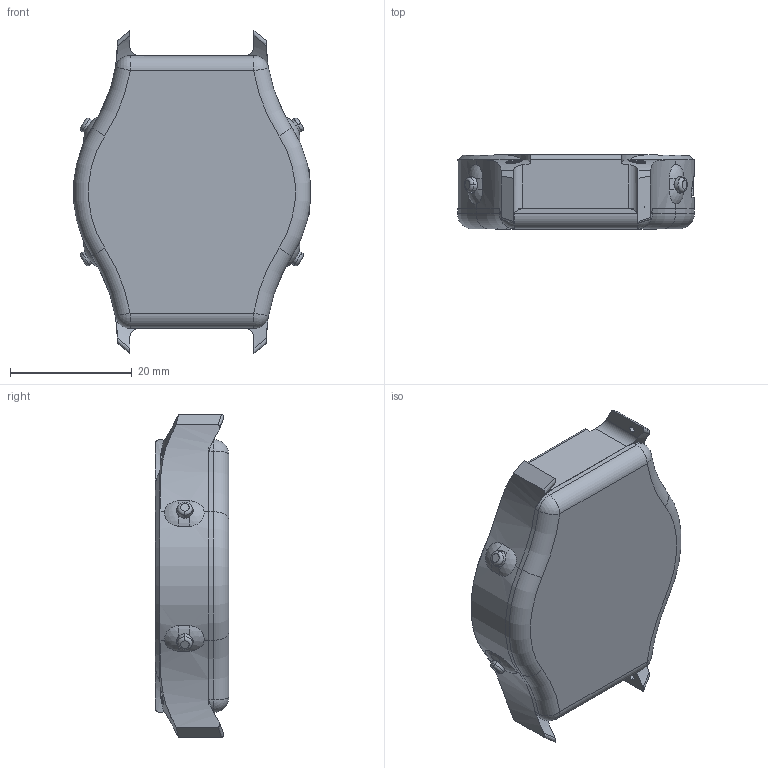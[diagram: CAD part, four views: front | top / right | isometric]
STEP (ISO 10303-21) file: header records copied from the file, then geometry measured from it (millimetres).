
FILE_DESCRIPTION (( 'STEP AP214' ), '1' );
FILE_NAME ('complete-watch.STEP', '2021-05-21T20:30:24', ( '' ), ( '' ), 'SwSTEP 2.0', 'SolidWorks 2020', '' );
FILE_SCHEMA (( 'AUTOMOTIVE_DESIGN' ));
Length unit declared in the file: millimetre
Products named in the file (8): watch_core; battery; 91292A332_18-8 STAINLESS STEEL SOCKET HEAD SCREW_91292A332; button; spacer; case_top; bottom; complete-watch
Assembly tree (13 placements, depth 2):
  complete-watch
    watch_core
    spacer
    battery
    case_top
    button  x4
    bottom
    91292A332_18-8 STAINLESS STEEL SOCKET HEAD SCREW_91292A332  x4
Bounding box: 38.91 x 12.11 x 53 mm (x, y, z)
Volume: 13576.4 mm3; surface area: 19334.5 mm2
Topology: 14 solids, 14 shells, 1662 faces, 4133 edges, 2537 vertices
Faces by surface type: plane 775, cylinder 463, cone 312, torus 58, sphere 32, bspline 22
Entity records: 32486 total; most frequent: CARTESIAN_POINT 11061, ORIENTED_EDGE 4508, DIRECTION 4000, EDGE_CURVE 2254, AXIS2_PLACEMENT_3D 1553, VERTEX_POINT 1427, EDGE_LOOP 949, VECTOR 894
